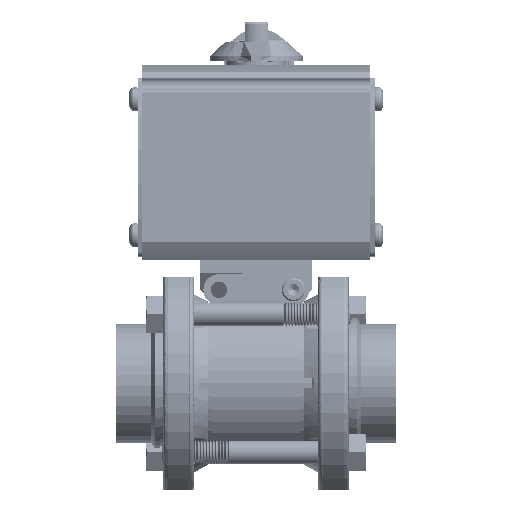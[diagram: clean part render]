
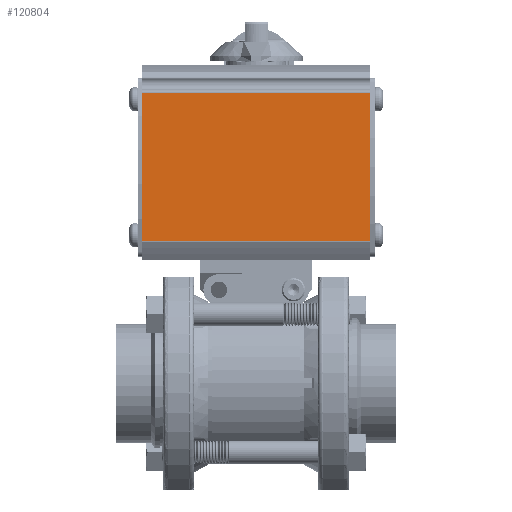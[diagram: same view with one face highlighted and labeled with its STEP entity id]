
A CAD part, top view. The second image highlights one B-rep face of the part: STEP entity #120804.
In plain terms, the highlighted planar face has unit normal (0, 0, 1).
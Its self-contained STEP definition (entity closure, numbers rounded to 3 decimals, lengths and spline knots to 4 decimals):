
#983 = LINE ( 'NONE', #117785, #179941 ) ;
#4048 = VECTOR ( 'NONE', #167107, 39.3701 ) ;
#5717 = EDGE_CURVE ( 'NONE', #129613, #123185, #79196, .T. ) ;
#37797 = VECTOR ( 'NONE', #72699, 39.3701 ) ;
#42246 = LINE ( 'NONE', #114727, #37797 ) ;
#42458 = CARTESIAN_POINT ( 'NONE',  ( 1.5441, 1.7988, 3.281 ) ) ;
#43623 = ORIENTED_EDGE ( 'NONE', *, *, #176901, .T. ) ;
#53254 = VERTEX_POINT ( 'NONE', #165774 ) ;
#59245 = LINE ( 'NONE', #151790, #167403 ) ;
#64272 = CARTESIAN_POINT ( 'NONE',  ( -5.0238, 3.8004, 3.281 ) ) ;
#72699 = DIRECTION ( 'NONE',  ( -1., 0., 0. ) ) ;
#78396 = DIRECTION ( 'NONE',  ( 0., -1., 0. ) ) ;
#79196 = LINE ( 'NONE', #153004, #4048 ) ;
#90769 = VERTEX_POINT ( 'NONE', #125049 ) ;
#103486 = DIRECTION ( 'NONE',  ( 1., 0., 0. ) ) ;
#104672 = AXIS2_PLACEMENT_3D ( 'NONE', #64272, #163039, #78396 ) ;
#106660 = EDGE_LOOP ( 'NONE', ( #117262, #43623, #174934, #177261 ) ) ;
#114727 = CARTESIAN_POINT ( 'NONE',  ( -5.0238, 3.7931, 3.281 ) ) ;
#117262 = ORIENTED_EDGE ( 'NONE', *, *, #5717, .F. ) ;
#117785 = CARTESIAN_POINT ( 'NONE',  ( -5.0238, 1.7988, 3.281 ) ) ;
#120804 = ADVANCED_FACE ( 'NONE', ( #135572 ), #162441, .F. ) ;
#123185 = VERTEX_POINT ( 'NONE', #42458 ) ;
#123388 = DIRECTION ( 'NONE',  ( 0., 1., 0. ) ) ;
#125049 = CARTESIAN_POINT ( 'NONE',  ( -1.5109, 1.7988, 3.281 ) ) ;
#127782 = EDGE_CURVE ( 'NONE', #90769, #53254, #59245, .T. ) ;
#129613 = VERTEX_POINT ( 'NONE', #181340 ) ;
#135572 = FACE_OUTER_BOUND ( 'NONE', #106660, .T. ) ;
#151790 = CARTESIAN_POINT ( 'NONE',  ( -1.5109, 3.8004, 3.281 ) ) ;
#153004 = CARTESIAN_POINT ( 'NONE',  ( 1.5441, 3.8004, 3.281 ) ) ;
#160252 = EDGE_CURVE ( 'NONE', #90769, #123185, #983, .T. ) ;
#162441 = PLANE ( 'NONE',  #104672 ) ;
#163039 = DIRECTION ( 'NONE',  ( 0., 0., -1. ) ) ;
#165774 = CARTESIAN_POINT ( 'NONE',  ( -1.5109, 3.7931, 3.281 ) ) ;
#167107 = DIRECTION ( 'NONE',  ( 0., -1., 0. ) ) ;
#167403 = VECTOR ( 'NONE', #123388, 39.3701 ) ;
#174934 = ORIENTED_EDGE ( 'NONE', *, *, #127782, .F. ) ;
#176901 = EDGE_CURVE ( 'NONE', #129613, #53254, #42246, .T. ) ;
#177261 = ORIENTED_EDGE ( 'NONE', *, *, #160252, .T. ) ;
#179941 = VECTOR ( 'NONE', #103486, 39.3701 ) ;
#181340 = CARTESIAN_POINT ( 'NONE',  ( 1.5441, 3.7931, 3.281 ) ) ;
